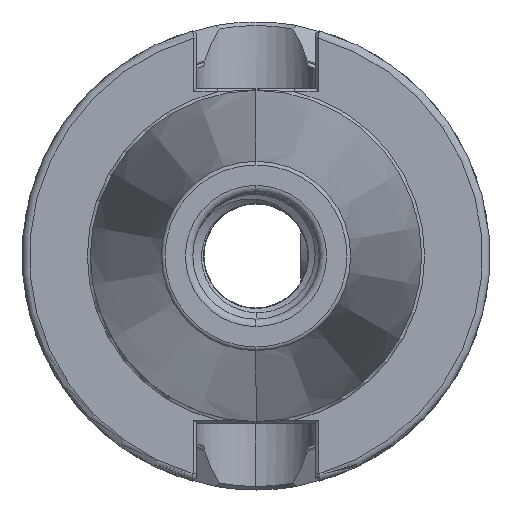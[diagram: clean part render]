
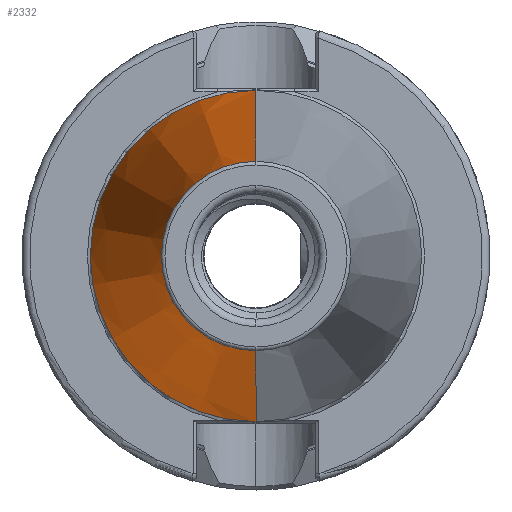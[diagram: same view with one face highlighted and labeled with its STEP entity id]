
A CAD part, left-side view. The second image highlights one B-rep face of the part: STEP entity #2332.
In plain terms, the highlighted conical face has half-angle 8.297 degrees and reference radius 22.298 mm.
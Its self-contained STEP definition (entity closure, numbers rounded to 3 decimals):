
#716 = CIRCLE ( 'NONE', #9098, 22.298 ) ;
#720 = LINE ( 'NONE', #6548, #723 ) ;
#723 = VECTOR ( 'NONE', #6565, 1000. ) ;
#752 = LINE ( 'NONE', #9407, #755 ) ;
#753 = CIRCLE ( 'NONE', #9067, 12.75 ) ;
#755 = VECTOR ( 'NONE', #9408, 1000. ) ;
#2151 = FACE_OUTER_BOUND ( 'NONE', #6050, .T. ) ;
#2173 = CONICAL_SURFACE ( 'NONE', #12694, 22.298, 0.145 ) ;
#2332 = ADVANCED_FACE ( 'NONE', ( #2151 ), #2173, .T. ) ;
#4134 = ORIENTED_EDGE ( 'NONE', *, *, #12993, .T. ) ;
#4173 = ORIENTED_EDGE ( 'NONE', *, *, #12952, .F. ) ;
#4178 = ORIENTED_EDGE ( 'NONE', *, *, #12953, .F. ) ;
#4181 = ORIENTED_EDGE ( 'NONE', *, *, #12988, .T. ) ;
#5207 = CARTESIAN_POINT ( 'NONE',  ( -1.5, 0., -22.298 ) ) ;
#6050 = EDGE_LOOP ( 'NONE', ( #4134, #4181, #4173, #4178 ) ) ;
#6539 = DIRECTION ( 'NONE',  ( 1., 0., 0. ) ) ;
#6546 = DIRECTION ( 'NONE',  ( 0., 0., -1. ) ) ;
#6548 = CARTESIAN_POINT ( 'NONE',  ( -1.5, 0., -22.298 ) ) ;
#6550 = CARTESIAN_POINT ( 'NONE',  ( -1.5, 0., 0. ) ) ;
#6565 = DIRECTION ( 'NONE',  ( 0.99, 0., -0.144 ) ) ;
#9067 = AXIS2_PLACEMENT_3D ( 'NONE', #9413, #9470, #9485 ) ;
#9098 = AXIS2_PLACEMENT_3D ( 'NONE', #6550, #6539, #6546 ) ;
#9407 = CARTESIAN_POINT ( 'NONE',  ( -1.5, 0., 22.298 ) ) ;
#9408 = DIRECTION ( 'NONE',  ( 0.99, 0., 0.144 ) ) ;
#9413 = CARTESIAN_POINT ( 'NONE',  ( -66.972, 0., 0. ) ) ;
#9470 = DIRECTION ( 'NONE',  ( 1., 0., 0. ) ) ;
#9485 = DIRECTION ( 'NONE',  ( 0., 0., -1. ) ) ;
#11087 = VERTEX_POINT ( 'NONE', #5207 ) ;
#11296 = VERTEX_POINT ( 'NONE', #16597 ) ;
#11298 = VERTEX_POINT ( 'NONE', #16565 ) ;
#11305 = VERTEX_POINT ( 'NONE', #16566 ) ;
#12694 = AXIS2_PLACEMENT_3D ( 'NONE', #15216, #15223, #15213 ) ;
#12952 = EDGE_CURVE ( 'NONE', #11087, #11298, #716, .T. ) ;
#12953 = EDGE_CURVE ( 'NONE', #11305, #11087, #720, .T. ) ;
#12988 = EDGE_CURVE ( 'NONE', #11296, #11298, #752, .T. ) ;
#12993 = EDGE_CURVE ( 'NONE', #11305, #11296, #753, .T. ) ;
#15213 = DIRECTION ( 'NONE',  ( 0., 0., -1. ) ) ;
#15216 = CARTESIAN_POINT ( 'NONE',  ( -1.5, 0., 0. ) ) ;
#15223 = DIRECTION ( 'NONE',  ( 1., 0., 0. ) ) ;
#16565 = CARTESIAN_POINT ( 'NONE',  ( -1.5, 0., 22.298 ) ) ;
#16566 = CARTESIAN_POINT ( 'NONE',  ( -66.972, 0., -12.75 ) ) ;
#16597 = CARTESIAN_POINT ( 'NONE',  ( -66.972, 0., 12.75 ) ) ;
